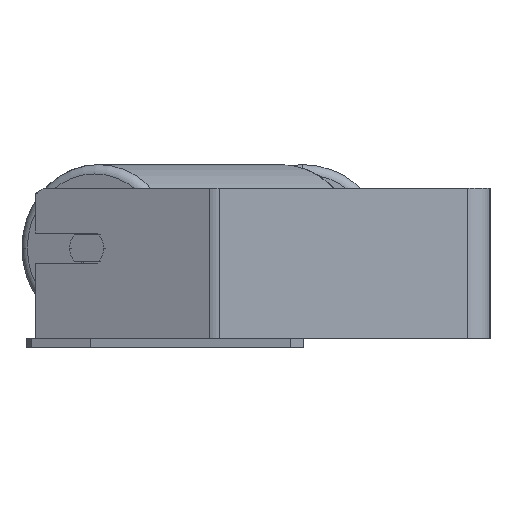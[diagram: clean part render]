
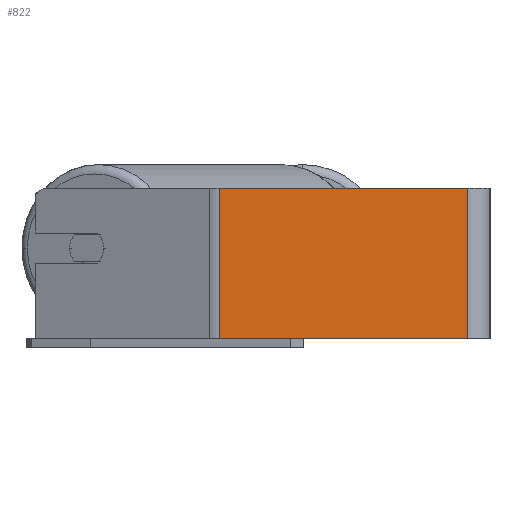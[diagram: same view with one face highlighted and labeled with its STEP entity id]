
A CAD part, left-side view. The second image highlights one B-rep face of the part: STEP entity #822.
In plain terms, the highlighted planar face has unit normal (-1, 0, 0).
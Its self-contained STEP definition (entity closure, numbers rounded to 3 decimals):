
#25 = CARTESIAN_POINT ( 'NONE',  ( -415., 12., 40. ) ) ;
#98 = DIRECTION ( 'NONE',  ( 0., 0., -1. ) ) ;
#700 = LINE ( 'NONE', #25, #1609 ) ;
#822 = ADVANCED_FACE ( 'NONE', ( #1408 ), #4209, .F. ) ;
#907 = CARTESIAN_POINT ( 'NONE',  ( -415., 144.432, 40. ) ) ;
#1408 = FACE_OUTER_BOUND ( 'NONE', #2712, .T. ) ;
#1429 = EDGE_CURVE ( 'NONE', #2850, #2952, #8000, .T. ) ;
#1451 = CARTESIAN_POINT ( 'NONE',  ( -415., 144.432, -40. ) ) ;
#1544 = DIRECTION ( 'NONE',  ( 0., 0., -1. ) ) ;
#1594 = VECTOR ( 'NONE', #1544, 1000. ) ;
#1609 = VECTOR ( 'NONE', #3559, 1000. ) ;
#1832 = ORIENTED_EDGE ( 'NONE', *, *, #1429, .T. ) ;
#1854 = ORIENTED_EDGE ( 'NONE', *, *, #2149, .F. ) ;
#2149 = EDGE_CURVE ( 'NONE', #7384, #4058, #700, .T. ) ;
#2220 = VECTOR ( 'NONE', #8744, 1000. ) ;
#2307 = DIRECTION ( 'NONE',  ( 0., -1., 0. ) ) ;
#2712 = EDGE_LOOP ( 'NONE', ( #5608, #1854, #5571, #1832 ) ) ;
#2850 = VERTEX_POINT ( 'NONE', #5501 ) ;
#2952 = VERTEX_POINT ( 'NONE', #1451 ) ;
#3029 = EDGE_CURVE ( 'NONE', #2850, #7384, #4534, .T. ) ;
#3533 = CARTESIAN_POINT ( 'NONE',  ( -415., 147.092, 40. ) ) ;
#3559 = DIRECTION ( 'NONE',  ( 0., 0., -1. ) ) ;
#3597 = CARTESIAN_POINT ( 'NONE',  ( -415., 147.092, -40. ) ) ;
#4058 = VERTEX_POINT ( 'NONE', #9020 ) ;
#4209 = PLANE ( 'NONE',  #8029 ) ;
#4325 = LINE ( 'NONE', #3597, #5335 ) ;
#4534 = LINE ( 'NONE', #6640, #2220 ) ;
#5335 = VECTOR ( 'NONE', #2307, 1000. ) ;
#5501 = CARTESIAN_POINT ( 'NONE',  ( -415., 144.432, 40. ) ) ;
#5571 = ORIENTED_EDGE ( 'NONE', *, *, #3029, .F. ) ;
#5608 = ORIENTED_EDGE ( 'NONE', *, *, #8551, .T. ) ;
#6640 = CARTESIAN_POINT ( 'NONE',  ( -415., 147.092, 40. ) ) ;
#6957 = DIRECTION ( 'NONE',  ( 1., 0., 0. ) ) ;
#7384 = VERTEX_POINT ( 'NONE', #7756 ) ;
#7756 = CARTESIAN_POINT ( 'NONE',  ( -415., 12., 40. ) ) ;
#8000 = LINE ( 'NONE', #907, #1594 ) ;
#8029 = AXIS2_PLACEMENT_3D ( 'NONE', #3533, #6957, #98 ) ;
#8551 = EDGE_CURVE ( 'NONE', #2952, #4058, #4325, .T. ) ;
#8744 = DIRECTION ( 'NONE',  ( 0., -1., 0. ) ) ;
#9020 = CARTESIAN_POINT ( 'NONE',  ( -415., 12., -40. ) ) ;
